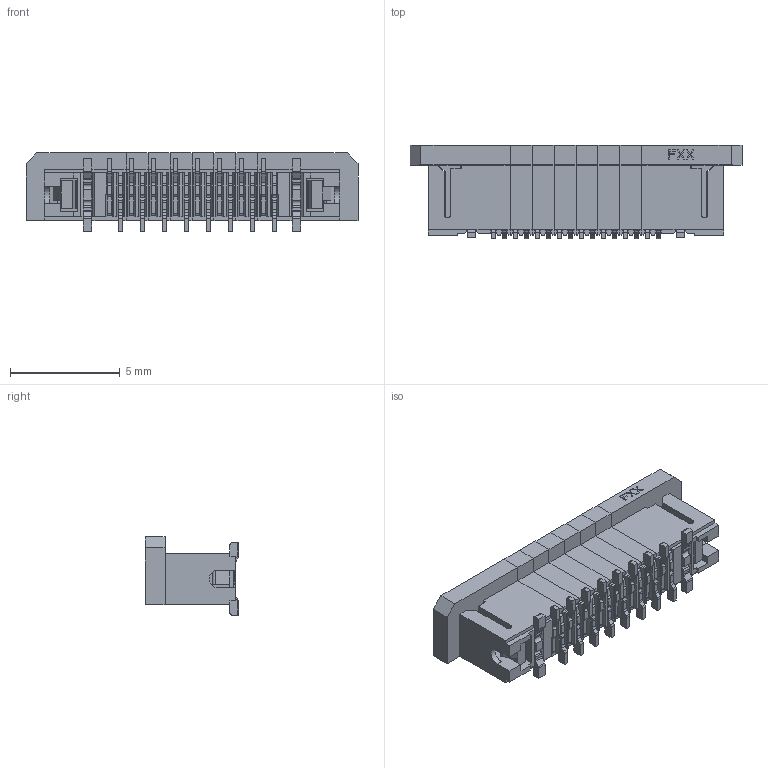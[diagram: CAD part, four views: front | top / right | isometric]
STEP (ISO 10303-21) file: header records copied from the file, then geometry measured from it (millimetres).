
FILE_DESCRIPTION (( 'STEP AP214' ), '1' );
FILE_NAME ('reoriented-F31W-1A7H1-11016.STEP', '2023-09-07T20:24:22', ( '' ), ( '' ), 'SwSTEP 2.0', 'SolidWorks 2021', '' );
FILE_SCHEMA (( 'AUTOMOTIVE_DESIGN' ));
Length unit declared in the file: millimetre
Products named in the file (5): F31W-1A7H1-11016.STEP; F314_336_31W_31Z_R_EVEN.STEP; reoriented-F31W-1A7H1-11016; F314_336_31W_31Z_M.STEP; F314_336_31W_31Z_L.STEP
Assembly tree (9 placements, depth 3):
  reoriented-F31W-1A7H1-11016
    F31W-1A7H1-11016.STEP
      F314_336_31W_31Z_L.STEP
      F314_336_31W_31Z_M.STEP  x6
      F314_336_31W_31Z_R_EVEN.STEP
Bounding box: 15.1 x 4.25 x 3.57 mm (x, y, z)
Volume: 116.2 mm3; surface area: 652.6 mm2
Topology: 8 solids, 8 shells, 1562 faces, 4581 edges, 3028 vertices
Faces by surface type: plane 1214, cylinder 348
Entity records: 26344 total; most frequent: CARTESIAN_POINT 4979, ORIENTED_EDGE 4672, DIRECTION 4098, EDGE_CURVE 2336, VECTOR 1960, LINE 1960, VERTEX_POINT 1538, AXIS2_PLACEMENT_3D 1069
